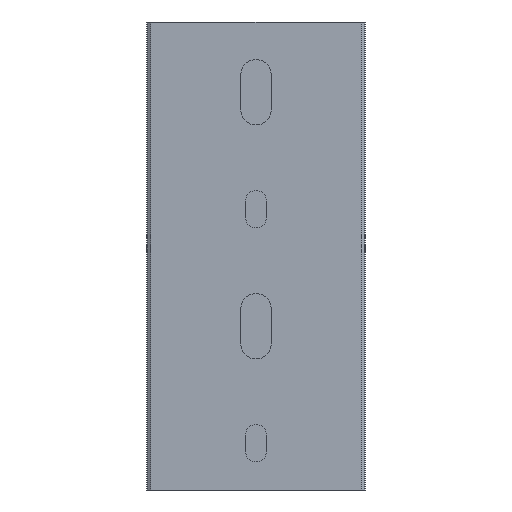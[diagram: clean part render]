
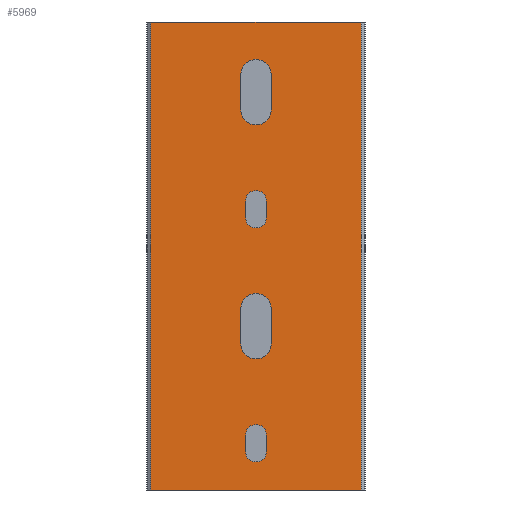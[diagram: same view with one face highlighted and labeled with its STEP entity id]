
A CAD part, front view. The second image highlights one B-rep face of the part: STEP entity #5969.
In plain terms, the highlighted planar face has unit normal (0, -1, 0).
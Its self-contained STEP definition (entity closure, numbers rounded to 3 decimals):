
#228=DIRECTION('',(1.,0.,0.));
#229=VECTOR('',#228,44.928);
#230=CARTESIAN_POINT('',(-22.464,0.,0.));
#231=LINE('21162',#230,#229);
#232=DIRECTION('',(0.,0.,-1.));
#233=VECTOR('',#232,100.);
#234=CARTESIAN_POINT('',(22.464,0.,0.));
#235=LINE('21130',#234,#233);
#236=DIRECTION('',(-1.,0.,0.));
#237=VECTOR('',#236,44.928);
#238=CARTESIAN_POINT('',(22.464,0.,-100.));
#239=LINE('21163',#238,#237);
#240=CARTESIAN_POINT('',(0.,0.,-11.25));
#241=DIRECTION('',(0.,-1.,0.));
#242=DIRECTION('',(1.,0.,0.));
#243=AXIS2_PLACEMENT_3D('',#240,#241,#242);
#245=DIRECTION('',(0.,0.,-1.));
#246=VECTOR('',#245,7.5);
#247=CARTESIAN_POINT('',(-3.25,0.,-11.25));
#248=LINE('6469',#247,#246);
#249=CARTESIAN_POINT('',(0.,0.,-18.75));
#250=DIRECTION('',(0.,-1.,0.));
#251=DIRECTION('',(-1.,0.,0.));
#252=AXIS2_PLACEMENT_3D('',#249,#250,#251);
#254=DIRECTION('',(0.,0.,1.));
#255=VECTOR('',#254,7.5);
#256=CARTESIAN_POINT('',(3.25,0.,-18.75));
#257=LINE('6472',#256,#255);
#258=CARTESIAN_POINT('',(0.,0.,-38.25));
#259=DIRECTION('',(0.,-1.,0.));
#260=DIRECTION('',(1.,0.,0.));
#261=AXIS2_PLACEMENT_3D('',#258,#259,#260);
#263=DIRECTION('',(0.,0.,-1.));
#264=VECTOR('',#263,3.5);
#265=CARTESIAN_POINT('',(-2.25,0.,-38.25));
#266=LINE('6475',#265,#264);
#267=CARTESIAN_POINT('',(0.,0.,-41.75));
#268=DIRECTION('',(0.,-1.,0.));
#269=DIRECTION('',(-1.,0.,0.));
#270=AXIS2_PLACEMENT_3D('',#267,#268,#269);
#272=DIRECTION('',(0.,0.,1.));
#273=VECTOR('',#272,3.5);
#274=CARTESIAN_POINT('',(2.25,0.,-41.75));
#275=LINE('6478',#274,#273);
#276=CARTESIAN_POINT('',(0.,0.,-61.25));
#277=DIRECTION('',(0.,-1.,0.));
#278=DIRECTION('',(1.,0.,0.));
#279=AXIS2_PLACEMENT_3D('',#276,#277,#278);
#281=DIRECTION('',(0.,0.,-1.));
#282=VECTOR('',#281,7.5);
#283=CARTESIAN_POINT('',(-3.25,0.,-61.25));
#284=LINE('6481',#283,#282);
#285=CARTESIAN_POINT('',(0.,0.,-68.75));
#286=DIRECTION('',(0.,-1.,0.));
#287=DIRECTION('',(-1.,0.,0.));
#288=AXIS2_PLACEMENT_3D('',#285,#286,#287);
#290=DIRECTION('',(0.,0.,1.));
#291=VECTOR('',#290,7.5);
#292=CARTESIAN_POINT('',(3.25,0.,-68.75));
#293=LINE('6484',#292,#291);
#294=CARTESIAN_POINT('',(0.,0.,-88.25));
#295=DIRECTION('',(0.,-1.,0.));
#296=DIRECTION('',(1.,0.,0.));
#297=AXIS2_PLACEMENT_3D('',#294,#295,#296);
#299=DIRECTION('',(0.,0.,-1.));
#300=VECTOR('',#299,3.5);
#301=CARTESIAN_POINT('',(-2.25,0.,-88.25));
#302=LINE('6487',#301,#300);
#303=CARTESIAN_POINT('',(0.,0.,-91.75));
#304=DIRECTION('',(0.,-1.,0.));
#305=DIRECTION('',(-1.,0.,0.));
#306=AXIS2_PLACEMENT_3D('',#303,#304,#305);
#308=DIRECTION('',(0.,0.,1.));
#309=VECTOR('',#308,3.5);
#310=CARTESIAN_POINT('',(2.25,0.,-91.75));
#311=LINE('6490',#310,#309);
#316=DIRECTION('',(0.,0.,-1.));
#317=VECTOR('',#316,100.);
#318=CARTESIAN_POINT('',(-22.464,0.,0.));
#319=LINE('20797',#318,#317);
#5215=CARTESIAN_POINT('',(-3.25,0.,-11.25));
#5216=CARTESIAN_POINT('',(-3.25,0.,-18.75));
#5217=VERTEX_POINT('',#5215);
#5218=VERTEX_POINT('',#5216);
#5219=CARTESIAN_POINT('',(3.25,0.,-18.75));
#5220=CARTESIAN_POINT('',(3.25,0.,-11.25));
#5221=VERTEX_POINT('',#5219);
#5222=VERTEX_POINT('',#5220);
#5223=CARTESIAN_POINT('',(-2.25,0.,-38.25));
#5224=CARTESIAN_POINT('',(-2.25,0.,-41.75));
#5225=VERTEX_POINT('',#5223);
#5226=VERTEX_POINT('',#5224);
#5227=CARTESIAN_POINT('',(2.25,0.,-41.75));
#5228=CARTESIAN_POINT('',(2.25,0.,-38.25));
#5229=VERTEX_POINT('',#5227);
#5230=VERTEX_POINT('',#5228);
#5231=CARTESIAN_POINT('',(-3.25,0.,-61.25));
#5232=CARTESIAN_POINT('',(-3.25,0.,-68.75));
#5233=VERTEX_POINT('',#5231);
#5234=VERTEX_POINT('',#5232);
#5235=CARTESIAN_POINT('',(3.25,0.,-68.75));
#5236=CARTESIAN_POINT('',(3.25,0.,-61.25));
#5237=VERTEX_POINT('',#5235);
#5238=VERTEX_POINT('',#5236);
#5239=CARTESIAN_POINT('',(-2.25,0.,-88.25));
#5240=CARTESIAN_POINT('',(-2.25,0.,-91.75));
#5241=VERTEX_POINT('',#5239);
#5242=VERTEX_POINT('',#5240);
#5243=CARTESIAN_POINT('',(2.25,0.,-91.75));
#5244=CARTESIAN_POINT('',(2.25,0.,-88.25));
#5245=VERTEX_POINT('',#5243);
#5246=VERTEX_POINT('',#5244);
#5447=CARTESIAN_POINT('',(-22.464,0.,0.));
#5448=CARTESIAN_POINT('',(-22.464,0.,-100.));
#5449=VERTEX_POINT('',#5447);
#5450=VERTEX_POINT('',#5448);
#5451=CARTESIAN_POINT('',(22.464,0.,0.));
#5452=CARTESIAN_POINT('',(22.464,0.,-100.));
#5453=VERTEX_POINT('',#5451);
#5454=VERTEX_POINT('',#5452);
#5917=CARTESIAN_POINT('',(-18.4,0.,0.));
#5918=DIRECTION('',(0.,-1.,0.));
#5919=DIRECTION('',(1.,0.,0.));
#5920=AXIS2_PLACEMENT_3D('',#5917,#5918,#5919);
#5921=PLANE('6966',#5920);
#5922=ORIENTED_EDGE('21162',*,*,#5782,.T.);
#5923=ORIENTED_EDGE('21130',*,*,#5806,.T.);
#5924=ORIENTED_EDGE('21163',*,*,#5899,.T.);
#5926=ORIENTED_EDGE('20797',*,*,#5925,.F.);
#5927=EDGE_LOOP('6966',(#5922,#5923,#5924,#5926));
#5928=FACE_OUTER_BOUND('6966',#5927,.F.);
#5930=ORIENTED_EDGE('20828',*,*,#5929,.T.);
#5932=ORIENTED_EDGE('6469',*,*,#5931,.T.);
#5934=ORIENTED_EDGE('20829',*,*,#5933,.T.);
#5936=ORIENTED_EDGE('6472',*,*,#5935,.T.);
#5937=EDGE_LOOP('6966',(#5930,#5932,#5934,#5936));
#5938=FACE_BOUND('6966',#5937,.F.);
#5940=ORIENTED_EDGE('20830',*,*,#5939,.T.);
#5942=ORIENTED_EDGE('6475',*,*,#5941,.T.);
#5944=ORIENTED_EDGE('20831',*,*,#5943,.T.);
#5946=ORIENTED_EDGE('6478',*,*,#5945,.T.);
#5947=EDGE_LOOP('6966',(#5940,#5942,#5944,#5946));
#5948=FACE_BOUND('6966',#5947,.F.);
#5950=ORIENTED_EDGE('20832',*,*,#5949,.T.);
#5952=ORIENTED_EDGE('6481',*,*,#5951,.T.);
#5954=ORIENTED_EDGE('20833',*,*,#5953,.T.);
#5956=ORIENTED_EDGE('6484',*,*,#5955,.T.);
#5957=EDGE_LOOP('6966',(#5950,#5952,#5954,#5956));
#5958=FACE_BOUND('6966',#5957,.F.);
#5960=ORIENTED_EDGE('20834',*,*,#5959,.T.);
#5962=ORIENTED_EDGE('6487',*,*,#5961,.T.);
#5964=ORIENTED_EDGE('20835',*,*,#5963,.T.);
#5966=ORIENTED_EDGE('6490',*,*,#5965,.T.);
#5967=EDGE_LOOP('6966',(#5960,#5962,#5964,#5966));
#5968=FACE_BOUND('6966',#5967,.F.);
#5969=ADVANCED_FACE('6966',(#5928,#5938,#5948,#5958,#5968),#5921,.T.);
#244=CIRCLE('20828',#243,3.25);
#253=CIRCLE('20829',#252,3.25);
#262=CIRCLE('20830',#261,2.25);
#271=CIRCLE('20831',#270,2.25);
#280=CIRCLE('20832',#279,3.25);
#289=CIRCLE('20833',#288,3.25);
#298=CIRCLE('20834',#297,2.25);
#307=CIRCLE('20835',#306,2.25);
#5782=EDGE_CURVE('21162',#5449,#5453,#231,.T.);
#5806=EDGE_CURVE('21130',#5453,#5454,#235,.T.);
#5899=EDGE_CURVE('21163',#5454,#5450,#239,.T.);
#5925=EDGE_CURVE('20797',#5449,#5450,#319,.T.);
#5929=EDGE_CURVE('20828',#5222,#5217,#244,.T.);
#5931=EDGE_CURVE('6469',#5217,#5218,#248,.T.);
#5933=EDGE_CURVE('20829',#5218,#5221,#253,.T.);
#5935=EDGE_CURVE('6472',#5221,#5222,#257,.T.);
#5939=EDGE_CURVE('20830',#5230,#5225,#262,.T.);
#5941=EDGE_CURVE('6475',#5225,#5226,#266,.T.);
#5943=EDGE_CURVE('20831',#5226,#5229,#271,.T.);
#5945=EDGE_CURVE('6478',#5229,#5230,#275,.T.);
#5949=EDGE_CURVE('20832',#5238,#5233,#280,.T.);
#5951=EDGE_CURVE('6481',#5233,#5234,#284,.T.);
#5953=EDGE_CURVE('20833',#5234,#5237,#289,.T.);
#5955=EDGE_CURVE('6484',#5237,#5238,#293,.T.);
#5959=EDGE_CURVE('20834',#5246,#5241,#298,.T.);
#5961=EDGE_CURVE('6487',#5241,#5242,#302,.T.);
#5963=EDGE_CURVE('20835',#5242,#5245,#307,.T.);
#5965=EDGE_CURVE('6490',#5245,#5246,#311,.T.);
